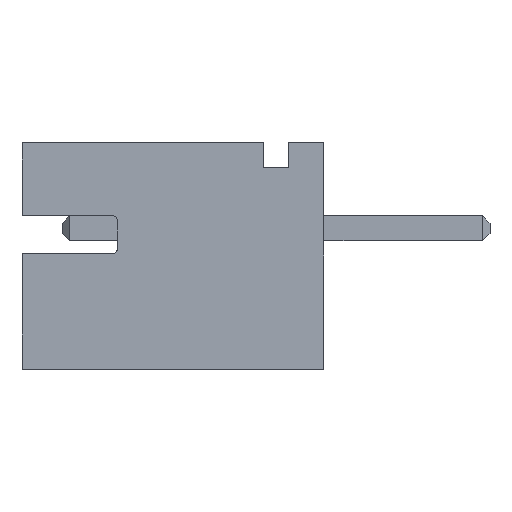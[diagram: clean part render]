
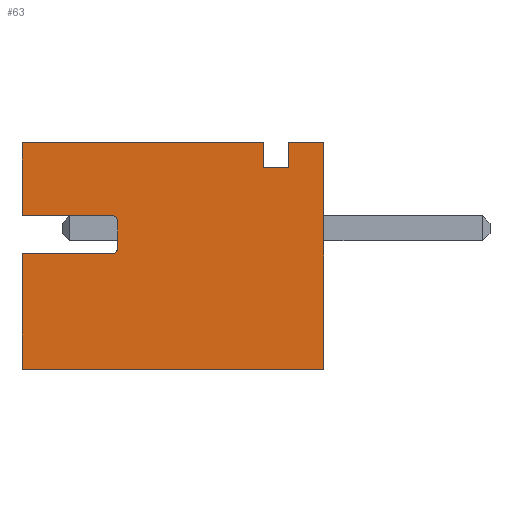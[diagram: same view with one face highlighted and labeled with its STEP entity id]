
A CAD part, left-side view. The second image highlights one B-rep face of the part: STEP entity #63.
In plain terms, the highlighted planar face has unit normal (-1, 0, 0).
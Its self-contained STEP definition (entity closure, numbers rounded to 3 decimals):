
#9 = VECTOR ( 'NONE', #6144, 1000. ) ;
#20 = ORIENTED_EDGE ( 'NONE', *, *, #1045, .T. ) ;
#63 = ADVANCED_FACE ( 'NONE', ( #1584 ), #64, .F. ) ;
#64 = PLANE ( 'NONE',  #345 ) ;
#97 = EDGE_LOOP ( 'NONE', ( #1176, #4033, #119, #4422, #898, #3909, #5764, #443, #1824, #750, #20, #5798, #1354, #1282 ) ) ;
#119 = ORIENTED_EDGE ( 'NONE', *, *, #5494, .T. ) ;
#188 = VERTEX_POINT ( 'NONE', #3827 ) ;
#245 = DIRECTION ( 'NONE',  ( 1., 0., 0. ) ) ;
#250 = LINE ( 'NONE', #6111, #1480 ) ;
#345 = AXIS2_PLACEMENT_3D ( 'NONE', #1555, #1030, #3798 ) ;
#389 = VERTEX_POINT ( 'NONE', #6856 ) ;
#443 = ORIENTED_EDGE ( 'NONE', *, *, #1411, .T. ) ;
#449 = LINE ( 'NONE', #4198, #5556 ) ;
#708 = DIRECTION ( 'NONE',  ( 1., 0., 0. ) ) ;
#712 = AXIS2_PLACEMENT_3D ( 'NONE', #1768, #245, #6731 ) ;
#750 = ORIENTED_EDGE ( 'NONE', *, *, #4802, .F. ) ;
#780 = CARTESIAN_POINT ( 'NONE',  ( -6.95, 0., 2.25 ) ) ;
#790 = LINE ( 'NONE', #2442, #6911 ) ;
#794 = CARTESIAN_POINT ( 'NONE',  ( -6.95, 0., -2.25 ) ) ;
#820 = DIRECTION ( 'NONE',  ( 0., 0., -1. ) ) ;
#872 = VERTEX_POINT ( 'NONE', #3594 ) ;
#898 = ORIENTED_EDGE ( 'NONE', *, *, #5431, .T. ) ;
#917 = EDGE_CURVE ( 'NONE', #188, #4736, #7026, .T. ) ;
#1030 = DIRECTION ( 'NONE',  ( 1., 0., 0. ) ) ;
#1045 = EDGE_CURVE ( 'NONE', #5863, #3668, #1093, .T. ) ;
#1093 = LINE ( 'NONE', #3141, #5883 ) ;
#1176 = ORIENTED_EDGE ( 'NONE', *, *, #2038, .F. ) ;
#1277 = CARTESIAN_POINT ( 'NONE',  ( -6.95, 6., -2.25 ) ) ;
#1278 = DIRECTION ( 'NONE',  ( 0., 0., 1. ) ) ;
#1282 = ORIENTED_EDGE ( 'NONE', *, *, #6964, .F. ) ;
#1354 = ORIENTED_EDGE ( 'NONE', *, *, #5172, .T. ) ;
#1401 = CARTESIAN_POINT ( 'NONE',  ( -6.95, 6., 0.8 ) ) ;
#1411 = EDGE_CURVE ( 'NONE', #5505, #5931, #790, .T. ) ;
#1427 = VERTEX_POINT ( 'NONE', #2366 ) ;
#1480 = VECTOR ( 'NONE', #1278, 1000. ) ;
#1555 = CARTESIAN_POINT ( 'NONE',  ( -6.95, 6., -2.25 ) ) ;
#1584 = FACE_OUTER_BOUND ( 'NONE', #97, .T. ) ;
#1679 = EDGE_CURVE ( 'NONE', #6491, #389, #449, .T. ) ;
#1768 = CARTESIAN_POINT ( 'NONE',  ( -6.95, 4.2, 0.15 ) ) ;
#1770 = DIRECTION ( 'NONE',  ( 0., 0., 1. ) ) ;
#1772 = LINE ( 'NONE', #2904, #9 ) ;
#1824 = ORIENTED_EDGE ( 'NONE', *, *, #7000, .T. ) ;
#1916 = DIRECTION ( 'NONE',  ( 0., -1., 0. ) ) ;
#2038 = EDGE_CURVE ( 'NONE', #6491, #5200, #2270, .T. ) ;
#2041 = DIRECTION ( 'NONE',  ( 0., 0., -1. ) ) ;
#2270 = LINE ( 'NONE', #2618, #4004 ) ;
#2335 = VECTOR ( 'NONE', #5421, 1000. ) ;
#2366 = CARTESIAN_POINT ( 'NONE',  ( -6.95, 1.2, 2.25 ) ) ;
#2407 = DIRECTION ( 'NONE',  ( 0., 1., 0. ) ) ;
#2442 = CARTESIAN_POINT ( 'NONE',  ( -6.95, 6., -2.25 ) ) ;
#2519 = VECTOR ( 'NONE', #2407, 1000. ) ;
#2555 = CARTESIAN_POINT ( 'NONE',  ( -6.95, 6., 0.05 ) ) ;
#2603 = LINE ( 'NONE', #3590, #4839 ) ;
#2618 = CARTESIAN_POINT ( 'NONE',  ( -6.95, 6., -2.25 ) ) ;
#2830 = LINE ( 'NONE', #5169, #2519 ) ;
#2843 = CARTESIAN_POINT ( 'NONE',  ( -6.95, 6., 0.05 ) ) ;
#2856 = DIRECTION ( 'NONE',  ( 0., 0., -1. ) ) ;
#2904 = CARTESIAN_POINT ( 'NONE',  ( -6.95, 6., 2.25 ) ) ;
#3016 = VECTOR ( 'NONE', #820, 1000. ) ;
#3069 = CARTESIAN_POINT ( 'NONE',  ( -6.95, 6., -2.25 ) ) ;
#3141 = CARTESIAN_POINT ( 'NONE',  ( -6.95, 0.7, 2.25 ) ) ;
#3513 = EDGE_CURVE ( 'NONE', #3564, #3975, #4683, .T. ) ;
#3564 = VERTEX_POINT ( 'NONE', #5621 ) ;
#3590 = CARTESIAN_POINT ( 'NONE',  ( -6.95, 1.2, 2.25 ) ) ;
#3594 = CARTESIAN_POINT ( 'NONE',  ( -6.95, 1.2, 1.75 ) ) ;
#3668 = VERTEX_POINT ( 'NONE', #5851 ) ;
#3676 = AXIS2_PLACEMENT_3D ( 'NONE', #5623, #708, #2856 ) ;
#3707 = CARTESIAN_POINT ( 'NONE',  ( -6.95, 6., 2.25 ) ) ;
#3798 = DIRECTION ( 'NONE',  ( 0., 0., -1. ) ) ;
#3827 = CARTESIAN_POINT ( 'NONE',  ( -6.95, 4.2, 0.05 ) ) ;
#3870 = LINE ( 'NONE', #1277, #5088 ) ;
#3909 = ORIENTED_EDGE ( 'NONE', *, *, #917, .T. ) ;
#3975 = VERTEX_POINT ( 'NONE', #6398 ) ;
#4004 = VECTOR ( 'NONE', #5599, 1000. ) ;
#4033 = ORIENTED_EDGE ( 'NONE', *, *, #1679, .T. ) ;
#4157 = VECTOR ( 'NONE', #5613, 1000. ) ;
#4198 = CARTESIAN_POINT ( 'NONE',  ( -6.95, 6., 0.8 ) ) ;
#4244 = CIRCLE ( 'NONE', #712, 0.1 ) ;
#4418 = VERTEX_POINT ( 'NONE', #780 ) ;
#4422 = ORIENTED_EDGE ( 'NONE', *, *, #3513, .T. ) ;
#4683 = LINE ( 'NONE', #6173, #3016 ) ;
#4736 = VERTEX_POINT ( 'NONE', #2843 ) ;
#4759 = DIRECTION ( 'NONE',  ( 0., -1., 0. ) ) ;
#4802 = EDGE_CURVE ( 'NONE', #5863, #4418, #5579, .T. ) ;
#4833 = DIRECTION ( 'NONE',  ( 0., 0., 1. ) ) ;
#4839 = VECTOR ( 'NONE', #4833, 1000. ) ;
#5088 = VECTOR ( 'NONE', #1770, 1000. ) ;
#5169 = CARTESIAN_POINT ( 'NONE',  ( -6.95, 1.2, 1.75 ) ) ;
#5172 = EDGE_CURVE ( 'NONE', #872, #1427, #2603, .T. ) ;
#5200 = VERTEX_POINT ( 'NONE', #3707 ) ;
#5421 = DIRECTION ( 'NONE',  ( 0., 1., 0. ) ) ;
#5431 = EDGE_CURVE ( 'NONE', #3975, #188, #4244, .T. ) ;
#5494 = EDGE_CURVE ( 'NONE', #389, #3564, #5754, .T. ) ;
#5505 = VERTEX_POINT ( 'NONE', #3069 ) ;
#5556 = VECTOR ( 'NONE', #4759, 1000. ) ;
#5579 = LINE ( 'NONE', #6133, #4157 ) ;
#5599 = DIRECTION ( 'NONE',  ( 0., 0., 1. ) ) ;
#5613 = DIRECTION ( 'NONE',  ( 0., -1., 0. ) ) ;
#5621 = CARTESIAN_POINT ( 'NONE',  ( -6.95, 4.1, 0.7 ) ) ;
#5623 = CARTESIAN_POINT ( 'NONE',  ( -6.95, 4.2, 0.7 ) ) ;
#5754 = CIRCLE ( 'NONE', #3676, 0.1 ) ;
#5764 = ORIENTED_EDGE ( 'NONE', *, *, #6138, .F. ) ;
#5798 = ORIENTED_EDGE ( 'NONE', *, *, #5940, .T. ) ;
#5851 = CARTESIAN_POINT ( 'NONE',  ( -6.95, 0.7, 1.75 ) ) ;
#5863 = VERTEX_POINT ( 'NONE', #6651 ) ;
#5883 = VECTOR ( 'NONE', #2041, 1000. ) ;
#5931 = VERTEX_POINT ( 'NONE', #794 ) ;
#5940 = EDGE_CURVE ( 'NONE', #3668, #872, #2830, .T. ) ;
#6111 = CARTESIAN_POINT ( 'NONE',  ( -6.95, 0., -2.25 ) ) ;
#6133 = CARTESIAN_POINT ( 'NONE',  ( -6.95, 6., 2.25 ) ) ;
#6138 = EDGE_CURVE ( 'NONE', #5505, #4736, #3870, .T. ) ;
#6144 = DIRECTION ( 'NONE',  ( 0., -1., 0. ) ) ;
#6173 = CARTESIAN_POINT ( 'NONE',  ( -6.95, 4.1, 0.7 ) ) ;
#6398 = CARTESIAN_POINT ( 'NONE',  ( -6.95, 4.1, 0.15 ) ) ;
#6491 = VERTEX_POINT ( 'NONE', #1401 ) ;
#6651 = CARTESIAN_POINT ( 'NONE',  ( -6.95, 0.7, 2.25 ) ) ;
#6731 = DIRECTION ( 'NONE',  ( 0., 0., -1. ) ) ;
#6856 = CARTESIAN_POINT ( 'NONE',  ( -6.95, 4.2, 0.8 ) ) ;
#6911 = VECTOR ( 'NONE', #1916, 1000. ) ;
#6964 = EDGE_CURVE ( 'NONE', #5200, #1427, #1772, .T. ) ;
#7000 = EDGE_CURVE ( 'NONE', #5931, #4418, #250, .T. ) ;
#7026 = LINE ( 'NONE', #2555, #2335 ) ;
